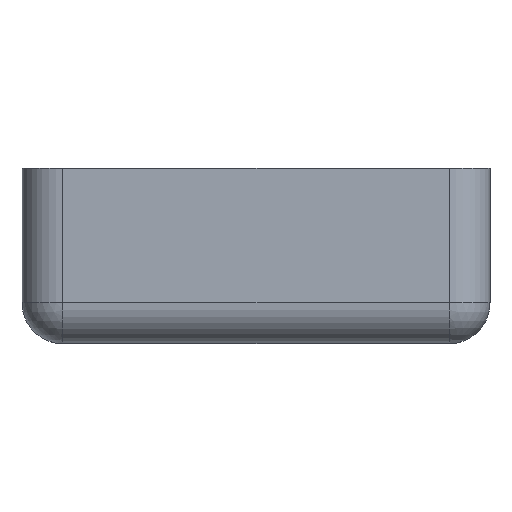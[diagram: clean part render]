
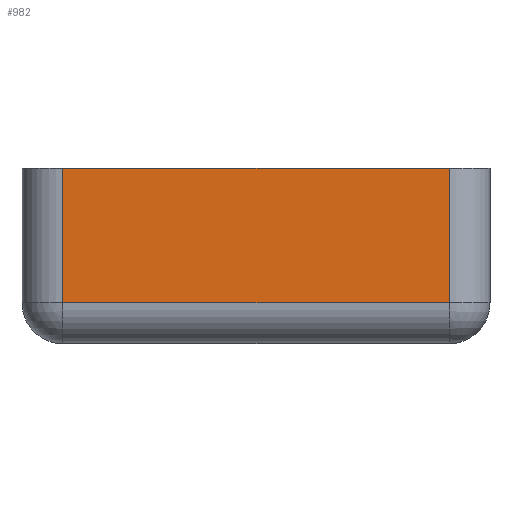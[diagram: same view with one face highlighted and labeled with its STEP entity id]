
A CAD part, left-side view. The second image highlights one B-rep face of the part: STEP entity #982.
In plain terms, the highlighted planar face has unit normal (-1, 0, 0).
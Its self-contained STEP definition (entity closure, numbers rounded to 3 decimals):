
#347=CARTESIAN_POINT('',(-60.0,16.5,7.5));
#348=VERTEX_POINT('',#347);
#356=CARTESIAN_POINT('',(-60.0,-16.5,7.5));
#357=VERTEX_POINT('',#356);
#358=CARTESIAN_POINT('',(-60.0,-16.5,7.5));
#359=DIRECTION('',(0.0,1.0,0.0));
#360=VECTOR('',#359,33.0);
#361=LINE('',#358,#360);
#362=EDGE_CURVE('',#357,#348,#361,.T.);
#486=CARTESIAN_POINT('',(-60.0,16.5,-4.));
#487=VERTEX_POINT('',#486);
#503=CARTESIAN_POINT('',(-60.0,-16.5,-4.));
#504=VERTEX_POINT('',#503);
#512=CARTESIAN_POINT('',(-60.0,-16.5,-4.));
#513=DIRECTION('',(0.0,1.0,0.0));
#514=VECTOR('',#513,33.0);
#515=LINE('',#512,#514);
#516=EDGE_CURVE('',#504,#487,#515,.T.);
#680=CARTESIAN_POINT('',(-60.0,-16.5,7.5));
#681=DIRECTION('',(0.0,0.0,-1.0));
#682=VECTOR('',#681,11.5);
#683=LINE('',#680,#682);
#684=EDGE_CURVE('',#357,#504,#683,.T.);
#966=CARTESIAN_POINT('',(-60.0,-16.5,0.0));
#967=DIRECTION('',(-1.0,0.0,0.0));
#968=DIRECTION('',(0.0,0.0,1.0));
#969=AXIS2_PLACEMENT_3D('',#966,#967,#968);
#970=PLANE('',#969);
#971=ORIENTED_EDGE('',*,*,#516,.F.);
#972=ORIENTED_EDGE('',*,*,#684,.F.);
#973=ORIENTED_EDGE('',*,*,#362,.T.);
#974=CARTESIAN_POINT('',(-60.0,16.5,-4.));
#975=DIRECTION('',(0.0,0.0,1.0));
#976=VECTOR('',#975,11.5);
#977=LINE('',#974,#976);
#978=EDGE_CURVE('',#487,#348,#977,.T.);
#979=ORIENTED_EDGE('',*,*,#978,.F.);
#980=EDGE_LOOP('',(#971,#972,#973,#979));
#981=FACE_OUTER_BOUND('',#980,.T.);
#982=ADVANCED_FACE('',(#981),#970,.T.);
